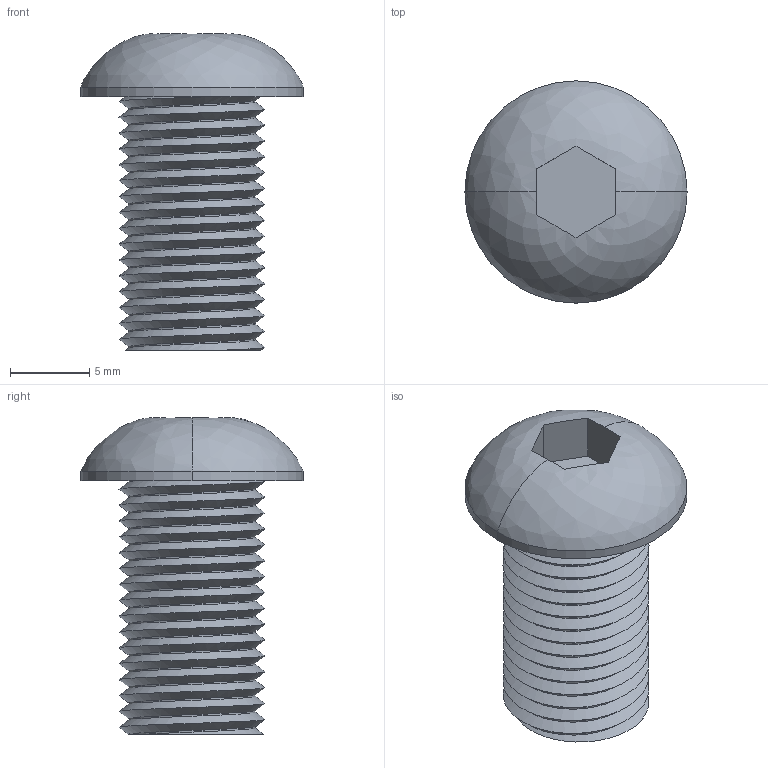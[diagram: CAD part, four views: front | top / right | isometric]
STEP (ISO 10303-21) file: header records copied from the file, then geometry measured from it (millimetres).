
FILE_DESCRIPTION (( 'STEP AP203' ), '1' );
FILE_NAME ('PAM816.STEP', '2018-03-28T19:29:03', ( 'USER1' ), ( '' ), 'SwSTEP 2.0', 'SolidWorks 2007', '' );
FILE_SCHEMA (( 'CONFIG_CONTROL_DESIGN' ));
Length unit declared in the file: millimetre
Products named in the file (1): PAM816
Bounding box: 14 x 14 x 19.97 mm (x, y, z)
Volume: 1297.9 mm3; surface area: 1128.7 mm2
Topology: 1 solids, 1 shells, 48 faces, 133 edges, 88 vertices
Faces by surface type: cylinder 35, plane 9, bspline 4
Entity records: 3229 total; most frequent: CARTESIAN_POINT 2157, ORIENTED_EDGE 266, DIRECTION 148, EDGE_CURVE 133, VERTEX_POINT 88, AXIS2_PLACEMENT_3D 51, EDGE_LOOP 49, FACE_OUTER_BOUND 48
